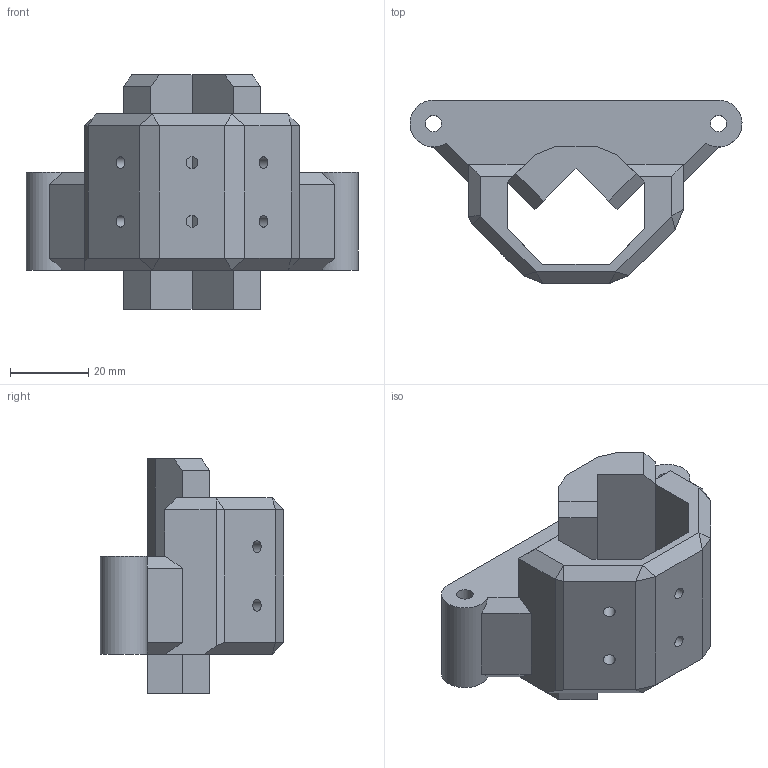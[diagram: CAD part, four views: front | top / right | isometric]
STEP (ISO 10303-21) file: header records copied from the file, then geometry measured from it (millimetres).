
FILE_DESCRIPTION(/* description */ ('STEP AP242 Edition 2','CAx-IF Rec.Pracs.---Representation and Presentation of Product Manufacturing Information (PMI)---4.0---2014-10-13','CAx-IF Rec.Pracs.---3D Tessellated Geometry---0.4---2014-09-14','2;1','CAx-IF Rec.Pracs.---User Defined Attributes---1.5---2016-08-15'),/* implementation_level */ '2;1');
FILE_NAME(/* name */ '69214750356fe7da2ed8d5b9',/* time_stamp */ '2025-11-22T05:17:04Z',/* author */ (''),/* organization */ (''),/* preprocessor_version */ 'ST-DEVELOPER v20',/* originating_system */ 'ONSHAPE BY PTC INC, 1.207',/* authorisation */ ' ');
FILE_SCHEMA (('AP242_MANAGED_MODEL_BASED_3D_ENGINEERING_MIM_LF { 1 0 10303 442 3 1 4 }'));
Length unit declared in the file: metre
Products named in the file (1): Part 1
Bounding box: 84.99 x 47 x 60 mm (x, y, z)
Volume: 73024.6 mm3; surface area: 19116 mm2
Topology: 1 solids, 1 shells, 70 faces, 181 edges, 112 vertices
Faces by surface type: plane 60, cylinder 10
Full cylindrical faces by diameter (mm): 3 x6, 4.2 x2
Entity records: 2081 total; most frequent: CARTESIAN_POINT 352, ORIENTED_EDGE 342, DIRECTION 337, EDGE_CURVE 171, LINE 147, VECTOR 147, VERTEX_POINT 110, EDGE_LOOP 95
